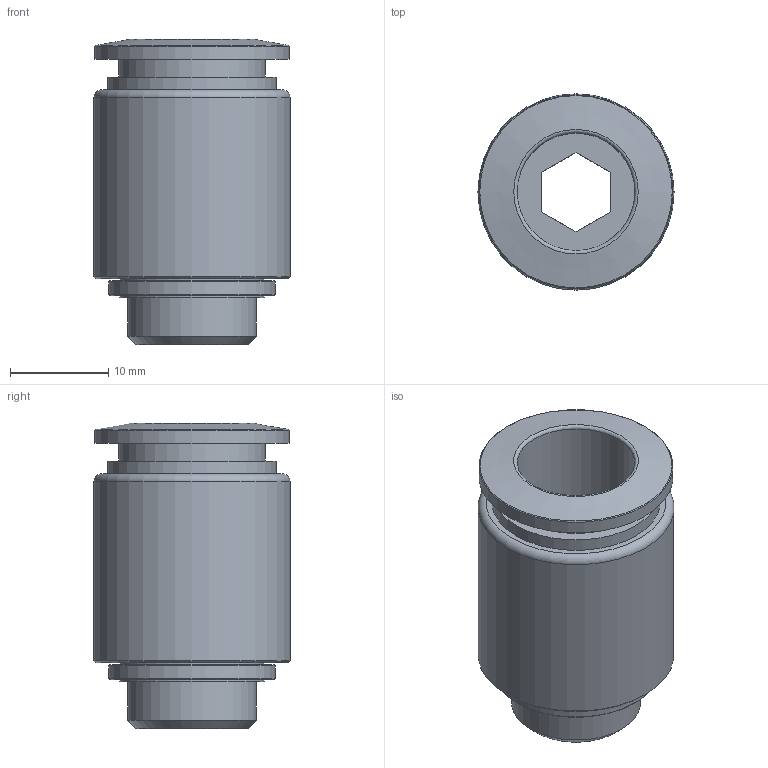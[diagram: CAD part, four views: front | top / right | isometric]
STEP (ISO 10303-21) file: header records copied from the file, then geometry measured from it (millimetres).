
FILE_DESCRIPTION(/* description */ ('STEP AP214'),/* implementation_level */ '2;1');
FILE_NAME(/* name */ '8144606_NPQE-DK-G14-Q12-F1A-P10',/* time_stamp */ '2024-09-13T01:17:50+02:00',/* author */ ('License CC BY-ND 4.0'),/* organization */ ('CADENAS'),/* preprocessor_version */ 'ST-DEVELOPER v19.3',/* originating_system */ 'PARTsolutions',/* authorisation */ ' ');
FILE_SCHEMA (('AUTOMOTIVE_DESIGN {1 0 10303 214 3 1 1}'));
Length unit declared in the file: millimetre
Products named in the file (1): 8144606 NPQE-DK-G14-Q12-F1A-P10_high
Bounding box: 20 x 20 x 31.14 mm (x, y, z)
Volume: 5348.7 mm3; surface area: 3669.2 mm2
Topology: 1 solids, 1 shells, 33 faces, 62 edges, 38 vertices
Faces by surface type: plane 15, cylinder 9, cone 6, torus 3
Full cylindrical faces by diameter (mm): 12 x1, 13.157 x1, 14.7 x2, 14.9 x1, 17 x1, 17.2 x1, 19.8 x1, 20 x1
Entity records: 1003 total; most frequent: CARTESIAN_POINT 140, DIRECTION 132, ORIENTED_EDGE 88, EDGE_LOOP 60, FACE_BOUND 60, AXIS2_PLACEMENT_3D 60, EDGE_CURVE 44, VERTEX_POINT 38
